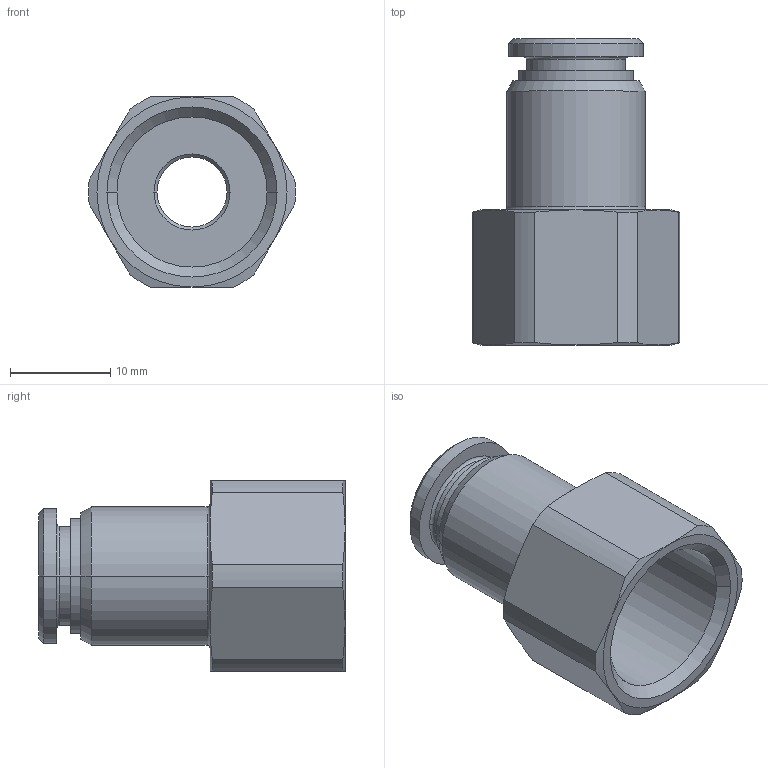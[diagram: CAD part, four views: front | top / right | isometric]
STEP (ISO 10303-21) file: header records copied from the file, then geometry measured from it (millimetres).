
FILE_DESCRIPTION((''),'2;1');
FILE_NAME('mxm.13.08.38',(''),('sopra-pneumatic'),'PRO/ENGINEER BY PARAMETRIC TECHNOLOGY CORPORATION, 2015110','PRO/ENGINEER BY PARAMETRIC TECHNOLOGY CORPORATION, 2015110','');
FILE_SCHEMA(('CONFIG_CONTROL_DESIGN'));
Length unit declared in the file: millimetre
Products named in the file (1): 380718B_946X4-8FF-3-8
Bounding box: 20.68 x 30.6 x 19 mm (x, y, z)
Volume: 3474.1 mm3; surface area: 3310.1 mm2
Topology: 1 solids, 1 shells, 71 faces, 152 edges, 90 vertices
Faces by surface type: cone 28, cylinder 22, plane 15, torus 6
Entity records: 1986 total; most frequent: CARTESIAN_POINT 387, DIRECTION 354, ORIENTED_EDGE 304, AXIS2_PLACEMENT_3D 155, EDGE_CURVE 152, VERTEX_POINT 90, CIRCLE 84, EDGE_LOOP 80
